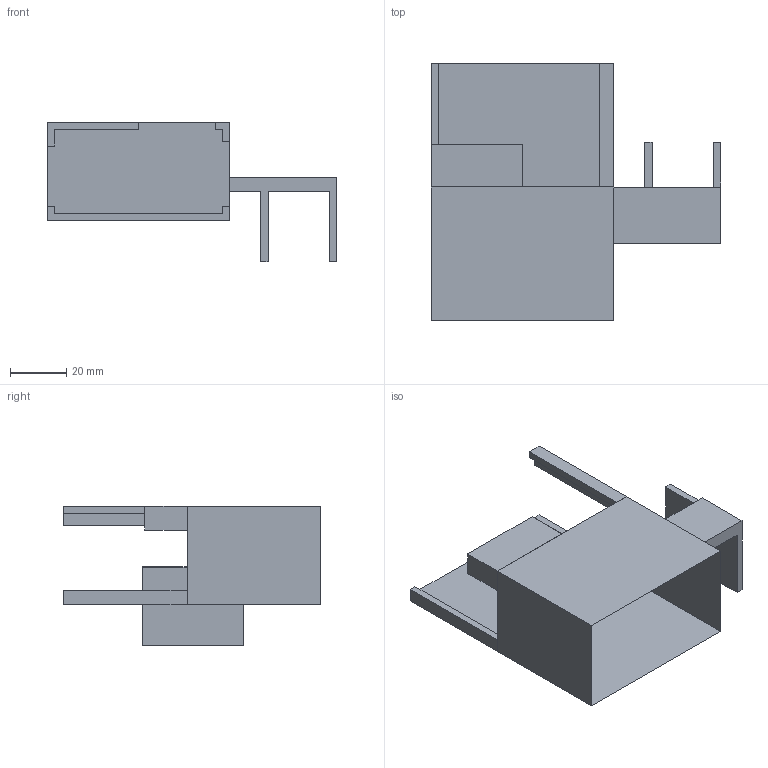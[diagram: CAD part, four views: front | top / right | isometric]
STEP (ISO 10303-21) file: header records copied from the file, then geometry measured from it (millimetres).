
FILE_DESCRIPTION (( 'STEP AP214' ), '1' );
FILE_NAME ('stand2.STEP', '2018-02-16T04:42:43', ( '' ), ( '' ), 'SwSTEP 2.0', 'SolidWorks 2017', '' );
FILE_SCHEMA (( 'AUTOMOTIVE_DESIGN' ));
Length unit declared in the file: millimetre
Products named in the file (1): stand2
Bounding box: 103.1 x 91.5 x 49.7 mm (x, y, z)
Surface area: 27342.5 mm2 (no closed solid volume)
Topology: 0 solids, 6 shells, 47 faces, 118 edges, 80 vertices
Faces by surface type: plane 46, bspline 1
Entity records: 1446 total; most frequent: CARTESIAN_POINT 273, ORIENTED_EDGE 224, DIRECTION 208, EDGE_CURVE 118, VECTOR 114, LINE 114, VERTEX_POINT 80, ADVANCED_FACE 47
